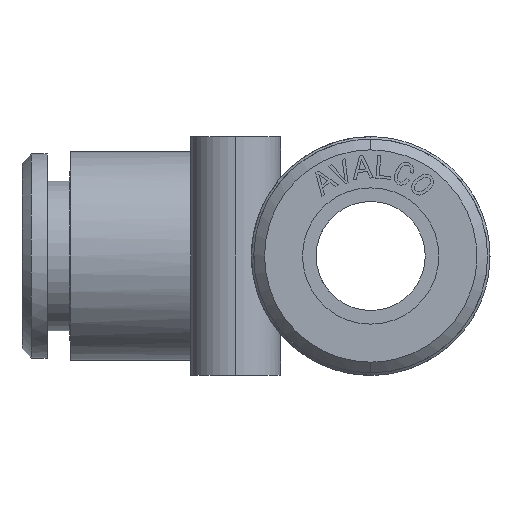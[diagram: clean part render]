
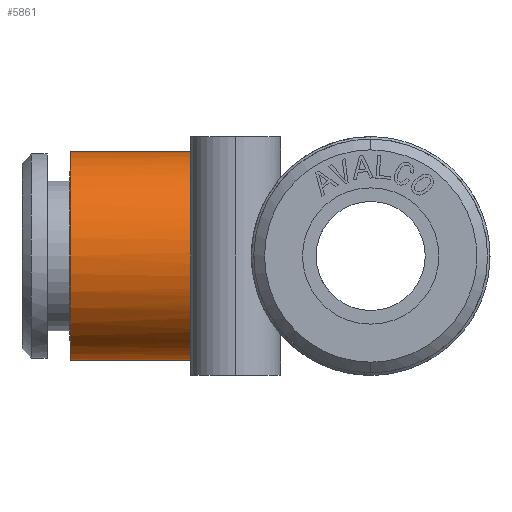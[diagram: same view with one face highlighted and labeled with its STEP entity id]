
A CAD part, left-side view. The second image highlights one B-rep face of the part: STEP entity #5861.
In plain terms, the highlighted cylindrical face has radius 6.11 mm (diameter 12.22 mm), a partial arc.
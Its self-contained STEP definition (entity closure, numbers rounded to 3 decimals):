
#2720=CARTESIAN_POINT('Vertex',(-13.,8.03,-6.11)) ;
#3369=CARTESIAN_POINT('Vertex',(-13.,8.03,6.11)) ;
#3416=CARTESIAN_POINT('Line Origine',(-13.,12.815,-6.11)) ;
#3420=CARTESIAN_POINT('Vertex',(-13.,17.6,-6.11)) ;
#3447=CARTESIAN_POINT('Line Origine',(-13.,12.815,6.11)) ;
#3451=CARTESIAN_POINT('Vertex',(-13.,17.601,6.11)) ;
#3560=CARTESIAN_POINT('Vertex',(-17.862,8.03,3.7)) ;
#3564=CARTESIAN_POINT('Control Point',(-18.811,9.949,-1.888)) ;
#3565=CARTESIAN_POINT('Control Point',(-18.869,9.997,-1.711)) ;
#3566=CARTESIAN_POINT('Control Point',(-18.921,10.037,-1.528)) ;
#3567=CARTESIAN_POINT('Control Point',(-18.966,10.07,-1.341)) ;
#3568=CARTESIAN_POINT('Control Point',(-19.042,10.122,-0.959)) ;
#3569=CARTESIAN_POINT('Control Point',(-19.088,10.151,-0.572)) ;
#3570=CARTESIAN_POINT('Control Point',(-19.103,10.16,-0.379)) ;
#3571=CARTESIAN_POINT('Control Point',(-19.118,10.169,-0.001)) ;
#3572=CARTESIAN_POINT('Control Point',(-19.103,10.16,0.377)) ;
#3573=CARTESIAN_POINT('Control Point',(-19.088,10.151,0.57)) ;
#3574=CARTESIAN_POINT('Control Point',(-19.019,10.107,1.163)) ;
#3575=CARTESIAN_POINT('Control Point',(-18.877,10.008,1.743)) ;
#3576=CARTESIAN_POINT('Control Point',(-18.751,9.91,2.116)) ;
#3577=CARTESIAN_POINT('Control Point',(-18.531,9.705,2.629)) ;
#3578=CARTESIAN_POINT('Control Point',(-18.298,9.386,3.05)) ;
#3579=CARTESIAN_POINT('Control Point',(-18.222,9.266,3.178)) ;
#3580=CARTESIAN_POINT('Control Point',(-18.11,9.062,3.353)) ;
#3581=CARTESIAN_POINT('Control Point',(-18.012,8.81,3.495)) ;
#3582=CARTESIAN_POINT('Control Point',(-17.981,8.72,3.539)) ;
#3583=CARTESIAN_POINT('Control Point',(-17.927,8.531,3.615)) ;
#3584=CARTESIAN_POINT('Control Point',(-17.889,8.332,3.664)) ;
#3585=CARTESIAN_POINT('Control Point',(-17.875,8.232,3.682)) ;
#3586=CARTESIAN_POINT('Control Point',(-17.866,8.13,3.695)) ;
#3587=CARTESIAN_POINT('Control Point',(-17.862,8.03,3.7)) ;
#3588=CARTESIAN_POINT('Vertex',(-18.811,9.949,-1.888)) ;
#3592=CARTESIAN_POINT('Control Point',(-17.862,8.03,-3.7)) ;
#3593=CARTESIAN_POINT('Control Point',(-17.869,8.181,-3.692)) ;
#3594=CARTESIAN_POINT('Control Point',(-17.886,8.338,-3.667)) ;
#3595=CARTESIAN_POINT('Control Point',(-17.915,8.488,-3.631)) ;
#3596=CARTESIAN_POINT('Control Point',(-17.994,8.781,-3.522)) ;
#3597=CARTESIAN_POINT('Control Point',(-18.099,9.028,-3.37)) ;
#3598=CARTESIAN_POINT('Control Point',(-18.153,9.137,-3.286)) ;
#3599=CARTESIAN_POINT('Control Point',(-18.322,9.437,-3.014)) ;
#3600=CARTESIAN_POINT('Control Point',(-18.5,9.657,-2.68)) ;
#3601=CARTESIAN_POINT('Control Point',(-18.616,9.778,-2.433)) ;
#3602=CARTESIAN_POINT('Control Point',(-18.72,9.874,-2.168)) ;
#3603=CARTESIAN_POINT('Control Point',(-18.811,9.949,-1.888)) ;
#3604=CARTESIAN_POINT('Vertex',(-17.862,8.03,-3.7)) ;
#5824=CARTESIAN_POINT('Axis2P3D Location',(-13.,8.029,0.)) ;
#5829=CARTESIAN_POINT('Axis2P3D Location',(-13.,17.601,0.)) ;
#5834=CARTESIAN_POINT('Axis2P3D Location',(-13.,8.029,0.)) ;
#5839=CARTESIAN_POINT('Axis2P3D Location',(-13.,8.029,0.)) ;
#5843=CARTESIAN_POINT('Vertex',(-16.591,8.029,4.943)) ;
#5846=CARTESIAN_POINT('Axis2P3D Location',(-13.,8.029,0.)) ;
#3417=DIRECTION('Vector Direction',(0.,1.,0.)) ;
#3448=DIRECTION('Vector Direction',(0.,1.,0.)) ;
#5825=DIRECTION('Axis2P3D Direction',(0.,1.,0.)) ;
#5826=DIRECTION('Axis2P3D XDirection',(0.,0.,-1.)) ;
#5830=DIRECTION('Axis2P3D Direction',(0.,1.,0.)) ;
#5835=DIRECTION('Axis2P3D Direction',(0.,1.,0.)) ;
#5840=DIRECTION('Axis2P3D Direction',(0.,1.,0.)) ;
#5847=DIRECTION('Axis2P3D Direction',(0.,1.,0.)) ;
#5827=AXIS2_PLACEMENT_3D('Cylinder Axis2P3D',#5824,#5825,#5826) ;
#5831=AXIS2_PLACEMENT_3D('Circle Axis2P3D',#5829,#5830,$) ;
#5836=AXIS2_PLACEMENT_3D('Circle Axis2P3D',#5834,#5835,$) ;
#5841=AXIS2_PLACEMENT_3D('Circle Axis2P3D',#5839,#5840,$) ;
#5848=AXIS2_PLACEMENT_3D('Circle Axis2P3D',#5846,#5847,$) ;
#5852=ORIENTED_EDGE('',*,*,#3453,.T.) ;
#5853=ORIENTED_EDGE('',*,*,#5833,.F.) ;
#5854=ORIENTED_EDGE('',*,*,#3422,.T.) ;
#5855=ORIENTED_EDGE('',*,*,#5838,.T.) ;
#5856=ORIENTED_EDGE('',*,*,#3606,.T.) ;
#5857=ORIENTED_EDGE('',*,*,#3590,.T.) ;
#5858=ORIENTED_EDGE('',*,*,#5845,.T.) ;
#5859=ORIENTED_EDGE('',*,*,#5850,.T.) ;
#3418=VECTOR('Line Direction',#3417,1.) ;
#3449=VECTOR('Line Direction',#3448,1.) ;
#5861=ADVANCED_FACE('Corps principal',(#5860),#5828,.T.) ;
#3563=B_SPLINE_CURVE_WITH_KNOTS('',5,(#3564,#3565,#3566,#3567,#3568,#3569,#3570,#3571,#3572,#3573,#3574,#3575,#3576,#3577,#3578,#3579,#3580,#3581,#3582,#3583,#3584,#3585,#3586,#3587),.UNSPECIFIED.,.F.,.U.,(6,3,3,3,3,3,3,6),(3.026,3.988,4.951,5.909,7.905,8.904,9.403,9.902),.UNSPECIFIED.) ;
#3591=B_SPLINE_CURVE_WITH_KNOTS('',5,(#3592,#3593,#3594,#3595,#3596,#3597,#3598,#3599,#3600,#3601,#3602,#3603),.UNSPECIFIED.,.F.,.U.,(6,3,3,6),(0.,0.756,1.513,3.026),.UNSPECIFIED.) ;
#5832=CIRCLE('generated circle',#5831,6.11) ;
#5837=CIRCLE('generated circle',#5836,6.11) ;
#5842=CIRCLE('generated circle',#5841,6.11) ;
#5849=CIRCLE('generated circle',#5848,6.11) ;
#5828=CYLINDRICAL_SURFACE('generated cylinder',#5827,6.11) ;
#3422=EDGE_CURVE('',#3421,#2721,#3419,.F.) ;
#3453=EDGE_CURVE('',#3370,#3452,#3450,.T.) ;
#3590=EDGE_CURVE('',#3589,#3561,#3563,.T.) ;
#3606=EDGE_CURVE('',#3605,#3589,#3591,.T.) ;
#5833=EDGE_CURVE('',#3421,#3452,#5832,.T.) ;
#5838=EDGE_CURVE('',#2721,#3605,#5837,.T.) ;
#5845=EDGE_CURVE('',#3561,#5844,#5842,.T.) ;
#5850=EDGE_CURVE('',#5844,#3370,#5849,.T.) ;
#5851=EDGE_LOOP('',(#5852,#5853,#5854,#5855,#5856,#5857,#5858,#5859)) ;
#5860=FACE_OUTER_BOUND('',#5851,.T.) ;
#3419=LINE('Line',#3416,#3418) ;
#3450=LINE('Line',#3447,#3449) ;
#2721=VERTEX_POINT('',#2720) ;
#3370=VERTEX_POINT('',#3369) ;
#3421=VERTEX_POINT('',#3420) ;
#3452=VERTEX_POINT('',#3451) ;
#3561=VERTEX_POINT('',#3560) ;
#3589=VERTEX_POINT('',#3588) ;
#3605=VERTEX_POINT('',#3604) ;
#5844=VERTEX_POINT('',#5843) ;
